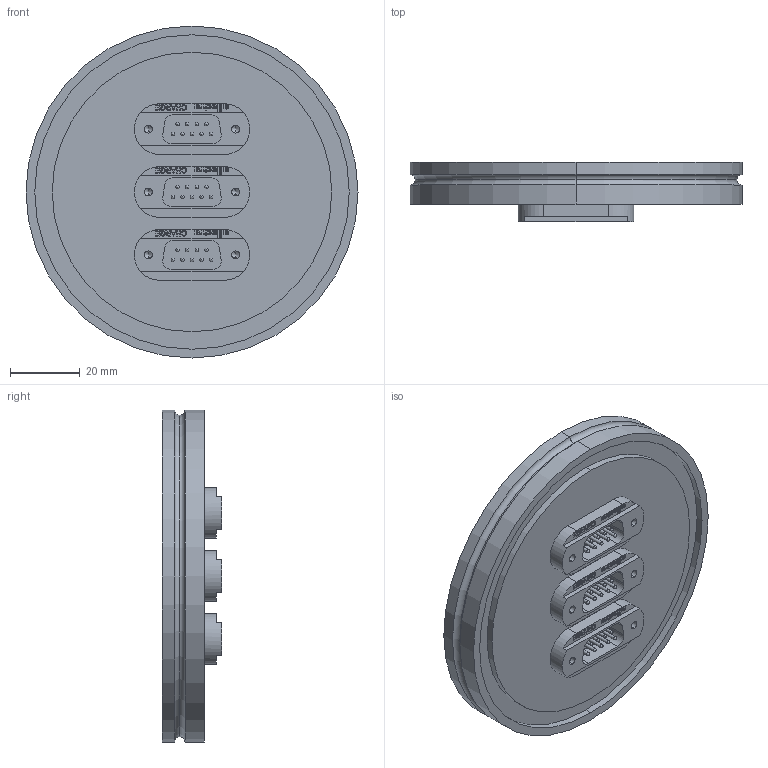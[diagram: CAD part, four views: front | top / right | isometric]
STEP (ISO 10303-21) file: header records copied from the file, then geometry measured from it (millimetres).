
FILE_DESCRIPTION (( 'STEP AP214' ), '1' );
FILE_NAME ('210-D09-ISO63-3.step', '2025-02-17T20:20:02', ( '' ), ( '' ), 'SwSTEP 2.0', 'SolidWorks 2022', '' );
FILE_SCHEMA (( 'AUTOMOTIVE_DESIGN' ));
Length unit declared in the file: millimetre
Products named in the file (5): 9210-PIN-FENI_Pin vergoldet; 9218-D9-37-SS-V22_9pin 1mm beschr. allectra; 218-D9-37-SS_218-D09-SS; 210-D09-ISO63-3; 9210-D09-ISO63-3_DN063 ISO-K
Assembly tree (14 placements, depth 3):
  210-D09-ISO63-3
    9210-D09-ISO63-3_DN063 ISO-K
    218-D9-37-SS_218-D09-SS  x3
      9218-D9-37-SS-V22_9pin 1mm beschr. allectra
      9210-PIN-FENI_Pin vergoldet
Bounding box: 95 x 17 x 95 mm (x, y, z)
Volume: 77537.9 mm3; surface area: 31574.4 mm2
Topology: 31 solids, 31 shells, 937 faces, 2541 edges, 1664 vertices
Faces by surface type: plane 444, cylinder 324, bspline 81, sphere 54, cone 24, torus 10
Entity records: 11257 total; most frequent: CARTESIAN_POINT 3401, ORIENTED_EDGE 1578, DIRECTION 1543, EDGE_CURVE 789, VERTEX_POINT 520, VECTOR 515, LINE 515, AXIS2_PLACEMENT_3D 514
